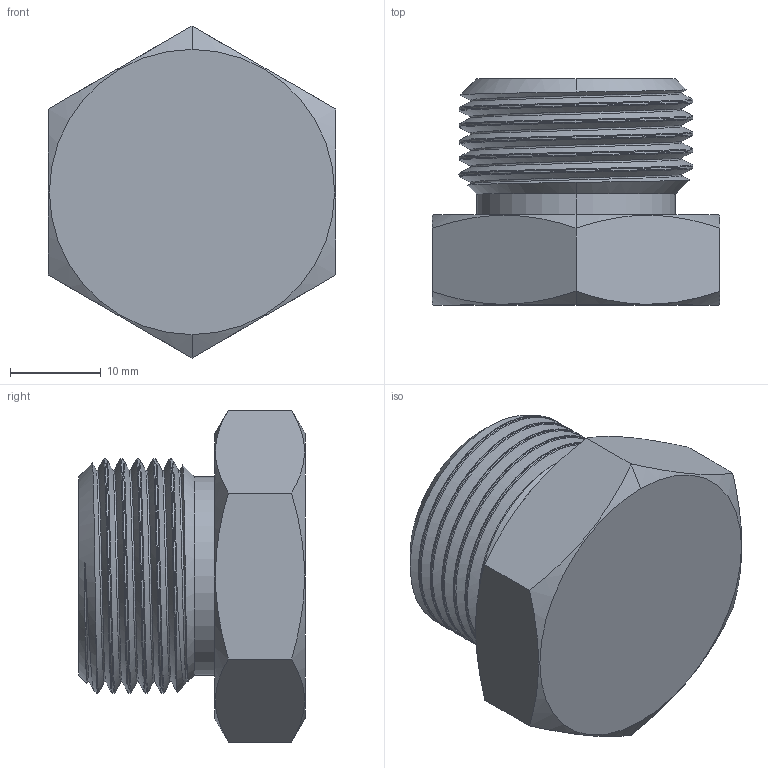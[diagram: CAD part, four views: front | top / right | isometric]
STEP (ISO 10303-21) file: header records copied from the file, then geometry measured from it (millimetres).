
FILE_DESCRIPTION (( 'STEP AP203' ), '1' );
FILE_NAME ('AD-JIS26RSS-BL.STEP', '2025-08-19T14:11:54', ( '' ), ( '' ), 'SwSTEP 2.0', 'SolidWorks 2018', '' );
FILE_SCHEMA (( 'CONFIG_CONTROL_DESIGN' ));
Length unit declared in the file: inch
Products named in the file (1): AD-JIS26RSS-BL
Bounding box: 31.75 x 24.99 x 36.66 mm (x, y, z)
Volume: 13958.6 mm3; surface area: 5115.3 mm2
Topology: 1 solids, 1 shells, 182 faces, 480 edges, 317 vertices
Faces by surface type: plane 85, bspline 68, cylinder 15, cone 14
Entity records: 12471 total; most frequent: CARTESIAN_POINT 8451, ORIENTED_EDGE 960, DIRECTION 553, EDGE_CURVE 480, VERTEX_POINT 317, VECTOR 277, LINE 277, EDGE_LOOP 199
